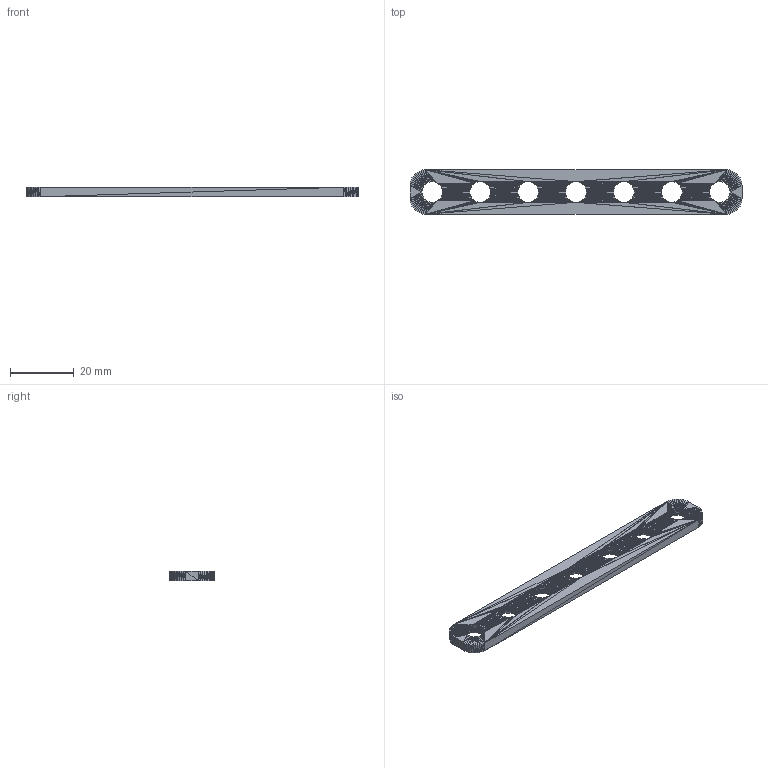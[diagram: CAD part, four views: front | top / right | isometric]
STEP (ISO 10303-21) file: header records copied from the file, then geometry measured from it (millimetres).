
FILE_DESCRIPTION(('FreeCAD Model'),'2;1');
FILE_NAME('Open CASCADE Shape Model','2023-03-15T23:43:40',('FreeCAD'),( 'FreeCAD'),'Open CASCADE STEP processor 7.6','FreeCAD','Unknown');
FILE_SCHEMA(('AUTOMOTIVE_DESIGN { 1 0 10303 214 1 1 1 1 }'));
Products named in the file (1): Open CASCADE STEP translator 7.6 1
Bounding box: 104 x 13.98 x 3 mm (x, y, z)
Volume: 3602.4 mm3; surface area: 3512.3 mm2
Topology: 1 solids, 1 shells, 1632 faces, 2448 edges, 804 vertices
Faces by surface type: plane 1632
Entity records: 63642 total; most frequent: DIRECTION 10610, CARTESIAN_POINT 9781, LINE 7344, VECTOR 7344, ORIENTED_EDGE 4896, PCURVE 4896, DEFINITIONAL_REPRESENTATION 4896, EDGE_CURVE 2448
